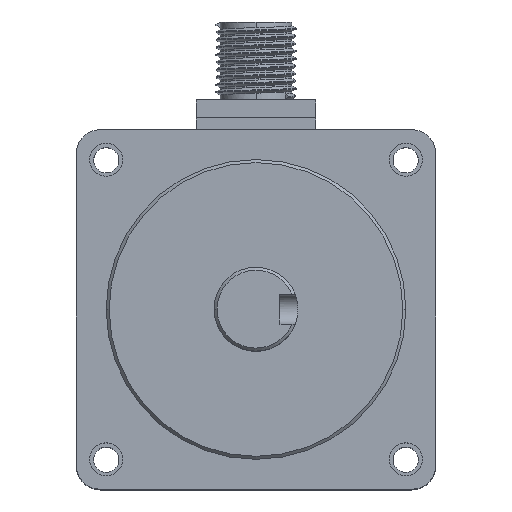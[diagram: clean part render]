
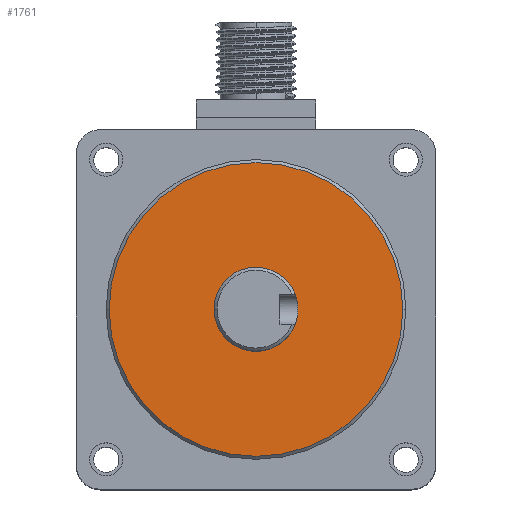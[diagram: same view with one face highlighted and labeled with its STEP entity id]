
A CAD part, top view. The second image highlights one B-rep face of the part: STEP entity #1761.
In plain terms, the highlighted planar face has unit normal (0, 0, 1).
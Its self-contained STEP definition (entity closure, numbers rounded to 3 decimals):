
#153 = CIRCLE ( 'NONE', #5923, 7. ) ;
#197 = EDGE_CURVE ( 'NONE', #4762, #1089, #843, .T. ) ;
#509 = DIRECTION ( 'NONE',  ( 0., 0., 1. ) ) ;
#635 = AXIS2_PLACEMENT_3D ( 'NONE', #3095, #4966, #1629 ) ;
#709 = AXIS2_PLACEMENT_3D ( 'NONE', #3421, #4888, #1973 ) ;
#843 = CIRCLE ( 'NONE', #3970, 24.5 ) ;
#932 = CIRCLE ( 'NONE', #635, 7. ) ;
#1089 = VERTEX_POINT ( 'NONE', #1822 ) ;
#1141 = VERTEX_POINT ( 'NONE', #2088 ) ;
#1554 = FACE_BOUND ( 'NONE', #5996, .T. ) ;
#1629 = DIRECTION ( 'NONE',  ( 1., 0., 0. ) ) ;
#1724 = EDGE_LOOP ( 'NONE', ( #2452, #5530 ) ) ;
#1761 = ADVANCED_FACE ( 'NONE', ( #4918, #1554 ), #3511, .T. ) ;
#1822 = CARTESIAN_POINT ( 'NONE',  ( -24.5, 0., 3. ) ) ;
#1973 = DIRECTION ( 'NONE',  ( 1., 0., 0. ) ) ;
#2074 = EDGE_CURVE ( 'NONE', #1089, #4762, #5971, .T. ) ;
#2088 = CARTESIAN_POINT ( 'NONE',  ( 7., 0., 3. ) ) ;
#2367 = DIRECTION ( 'NONE',  ( 1., 0., 0. ) ) ;
#2452 = ORIENTED_EDGE ( 'NONE', *, *, #2074, .T. ) ;
#2456 = CARTESIAN_POINT ( 'NONE',  ( 24.5, 0., 3. ) ) ;
#2469 = VERTEX_POINT ( 'NONE', #5556 ) ;
#2780 = EDGE_CURVE ( 'NONE', #1141, #2469, #932, .T. ) ;
#3095 = CARTESIAN_POINT ( 'NONE',  ( 0., 0., 3. ) ) ;
#3157 = CARTESIAN_POINT ( 'NONE',  ( 0., 0., 3. ) ) ;
#3356 = CARTESIAN_POINT ( 'NONE',  ( 0., 0., 3. ) ) ;
#3397 = DIRECTION ( 'NONE',  ( 1., 0., 0. ) ) ;
#3421 = CARTESIAN_POINT ( 'NONE',  ( 0., 0., 3. ) ) ;
#3511 = PLANE ( 'NONE',  #709 ) ;
#3740 = DIRECTION ( 'NONE',  ( 0., 0., 1. ) ) ;
#3858 = CARTESIAN_POINT ( 'NONE',  ( 0., 0., 3. ) ) ;
#3970 = AXIS2_PLACEMENT_3D ( 'NONE', #3858, #5720, #3397 ) ;
#4018 = ORIENTED_EDGE ( 'NONE', *, *, #2780, .F. ) ;
#4356 = EDGE_CURVE ( 'NONE', #2469, #1141, #153, .T. ) ;
#4706 = AXIS2_PLACEMENT_3D ( 'NONE', #3356, #509, #2367 ) ;
#4762 = VERTEX_POINT ( 'NONE', #2456 ) ;
#4888 = DIRECTION ( 'NONE',  ( 0., 0., 1. ) ) ;
#4918 = FACE_OUTER_BOUND ( 'NONE', #1724, .T. ) ;
#4954 = ORIENTED_EDGE ( 'NONE', *, *, #4356, .F. ) ;
#4966 = DIRECTION ( 'NONE',  ( 0., 0., 1. ) ) ;
#5269 = DIRECTION ( 'NONE',  ( 1., 0., 0. ) ) ;
#5530 = ORIENTED_EDGE ( 'NONE', *, *, #197, .T. ) ;
#5556 = CARTESIAN_POINT ( 'NONE',  ( -7., 0., 3. ) ) ;
#5720 = DIRECTION ( 'NONE',  ( 0., 0., 1. ) ) ;
#5923 = AXIS2_PLACEMENT_3D ( 'NONE', #3157, #3740, #5269 ) ;
#5971 = CIRCLE ( 'NONE', #4706, 24.5 ) ;
#5996 = EDGE_LOOP ( 'NONE', ( #4954, #4018 ) ) ;
